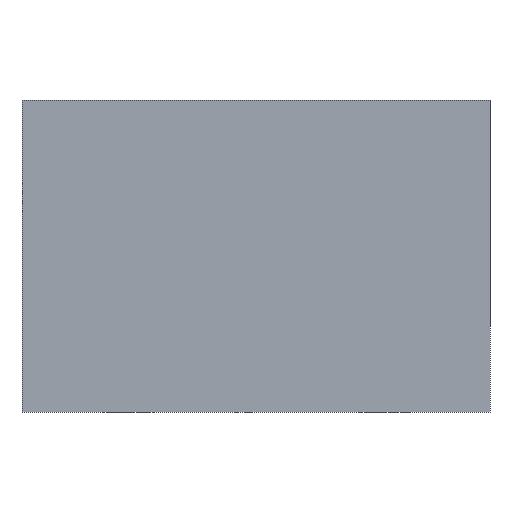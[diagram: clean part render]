
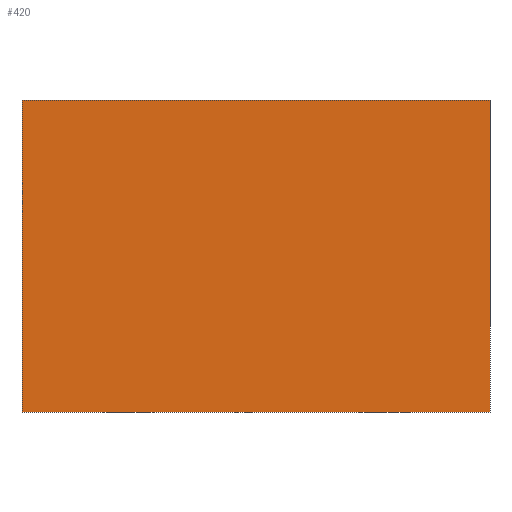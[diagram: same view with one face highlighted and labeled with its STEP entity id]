
A CAD part, front view. The second image highlights one B-rep face of the part: STEP entity #420.
In plain terms, the highlighted planar face has unit normal (0, -1, 0).
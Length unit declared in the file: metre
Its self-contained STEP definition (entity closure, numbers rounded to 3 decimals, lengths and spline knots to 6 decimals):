
#20=LINE('',#664,#56);
#27=LINE('',#678,#63);
#28=LINE('',#680,#64);
#29=LINE('',#682,#65);
#56=VECTOR('',#541,1.);
#63=VECTOR('',#550,1.);
#64=VECTOR('',#551,1.);
#65=VECTOR('',#552,1.);
#86=PLANE('',#471);
#130=ORIENTED_EDGE('',*,*,#233,.T.);
#131=ORIENTED_EDGE('',*,*,#234,.F.);
#132=ORIENTED_EDGE('',*,*,#235,.F.);
#133=ORIENTED_EDGE('',*,*,#226,.T.);
#226=EDGE_CURVE('',#278,#279,#20,.T.);
#233=EDGE_CURVE('',#279,#284,#27,.T.);
#234=EDGE_CURVE('',#285,#284,#28,.T.);
#235=EDGE_CURVE('',#278,#285,#29,.T.);
#278=VERTEX_POINT('',#665);
#279=VERTEX_POINT('',#666);
#284=VERTEX_POINT('',#679);
#285=VERTEX_POINT('',#681);
#328=EDGE_LOOP('',(#130,#131,#132,#133));
#374=FACE_BOUND('',#328,.T.);
#420=ADVANCED_FACE('',(#374),#86,.F.);
#471=AXIS2_PLACEMENT_3D('',#677,#548,#549);
#541=DIRECTION('',(0.,0.,-1.));
#548=DIRECTION('',(0.,1.,0.));
#549=DIRECTION('',(0.,0.,1.));
#550=DIRECTION('',(1.,0.,0.));
#551=DIRECTION('',(0.,0.,-1.));
#552=DIRECTION('',(1.,0.,0.));
#664=CARTESIAN_POINT('',(-0.0165,-0.0305,0.006));
#665=CARTESIAN_POINT('',(-0.0165,-0.0305,0.022));
#666=CARTESIAN_POINT('',(-0.0165,-0.0305,0.));
#677=CARTESIAN_POINT('',(0.,-0.0305,0.006));
#678=CARTESIAN_POINT('',(0.,-0.0305,0.));
#679=CARTESIAN_POINT('',(0.0165,-0.0305,0.));
#680=CARTESIAN_POINT('',(0.0165,-0.0305,0.006));
#681=CARTESIAN_POINT('',(0.0165,-0.0305,0.022));
#682=CARTESIAN_POINT('',(0.,-0.0305,0.022));
